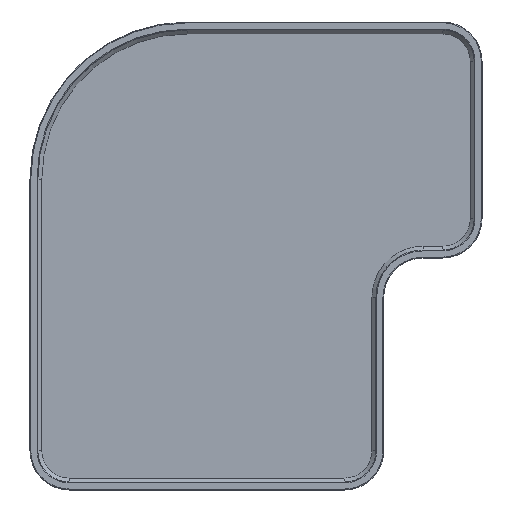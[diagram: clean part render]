
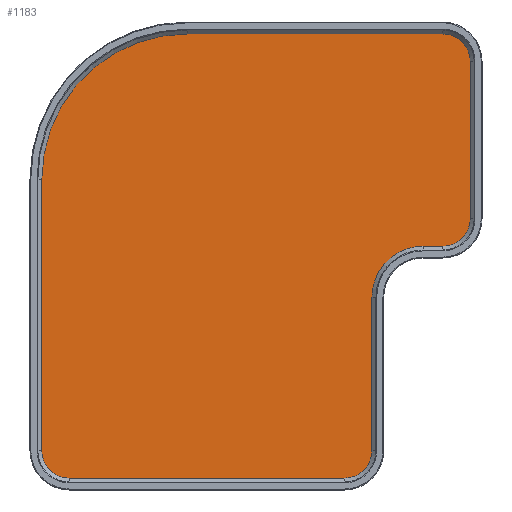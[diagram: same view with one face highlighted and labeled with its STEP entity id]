
A CAD part, top view. The second image highlights one B-rep face of the part: STEP entity #1183.
In plain terms, the highlighted planar face has unit normal (0, 0, 1).
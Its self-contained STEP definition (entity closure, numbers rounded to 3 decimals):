
#58=CIRCLE('',#1287,37.);
#60=CIRCLE('',#1291,7.);
#62=CIRCLE('',#1295,7.);
#63=CIRCLE('',#1298,13.);
#64=CIRCLE('',#1301,7.);
#65=CIRCLE('',#1304,7.);
#153=FACE_OUTER_BOUND('',#229,.T.);
#229=EDGE_LOOP('',(#987,#988,#989,#990,#991,#992,#993,#994,#995,#996,#997,
#998));
#322=LINE('',#1921,#442);
#326=LINE('',#1932,#446);
#330=LINE('',#1941,#450);
#333=LINE('',#1949,#453);
#336=LINE('',#1957,#456);
#338=LINE('',#1965,#458);
#442=VECTOR('',#1557,10.);
#446=VECTOR('',#1569,10.);
#450=VECTOR('',#1579,10.);
#453=VECTOR('',#1588,10.);
#456=VECTOR('',#1597,10.);
#458=VECTOR('',#1607,10.);
#554=VERTEX_POINT('',#1910);
#555=VERTEX_POINT('',#1912);
#558=VERTEX_POINT('',#1919);
#560=VERTEX_POINT('',#1925);
#561=VERTEX_POINT('',#1930);
#562=VERTEX_POINT('',#1935);
#563=VERTEX_POINT('',#1939);
#564=VERTEX_POINT('',#1943);
#565=VERTEX_POINT('',#1947);
#566=VERTEX_POINT('',#1951);
#567=VERTEX_POINT('',#1955);
#569=VERTEX_POINT('',#1960);
#686=EDGE_CURVE('',#554,#555,#58,.T.);
#690=EDGE_CURVE('',#558,#554,#322,.T.);
#693=EDGE_CURVE('',#560,#558,#60,.T.);
#696=EDGE_CURVE('',#561,#560,#326,.T.);
#699=EDGE_CURVE('',#562,#561,#62,.T.);
#701=EDGE_CURVE('',#563,#562,#330,.T.);
#703=EDGE_CURVE('',#564,#563,#63,.T.);
#705=EDGE_CURVE('',#565,#564,#333,.T.);
#707=EDGE_CURVE('',#566,#565,#64,.T.);
#709=EDGE_CURVE('',#567,#566,#336,.T.);
#711=EDGE_CURVE('',#569,#567,#65,.T.);
#713=EDGE_CURVE('',#555,#569,#338,.T.);
#987=ORIENTED_EDGE('',*,*,#686,.F.);
#988=ORIENTED_EDGE('',*,*,#690,.F.);
#989=ORIENTED_EDGE('',*,*,#693,.F.);
#990=ORIENTED_EDGE('',*,*,#696,.F.);
#991=ORIENTED_EDGE('',*,*,#699,.F.);
#992=ORIENTED_EDGE('',*,*,#701,.F.);
#993=ORIENTED_EDGE('',*,*,#703,.F.);
#994=ORIENTED_EDGE('',*,*,#705,.F.);
#995=ORIENTED_EDGE('',*,*,#707,.F.);
#996=ORIENTED_EDGE('',*,*,#709,.F.);
#997=ORIENTED_EDGE('',*,*,#711,.F.);
#998=ORIENTED_EDGE('',*,*,#713,.F.);
#1118=PLANE('',#1311);
#1183=ADVANCED_FACE('',(#153),#1118,.T.);
#1287=AXIS2_PLACEMENT_3D('',#1913,#1549,#1550);
#1291=AXIS2_PLACEMENT_3D('',#1927,#1562,#1563);
#1295=AXIS2_PLACEMENT_3D('',#1937,#1574,#1575);
#1298=AXIS2_PLACEMENT_3D('',#1945,#1583,#1584);
#1301=AXIS2_PLACEMENT_3D('',#1953,#1592,#1593);
#1304=AXIS2_PLACEMENT_3D('',#1962,#1601,#1602);
#1311=AXIS2_PLACEMENT_3D('',#1975,#1621,#1622);
#1549=DIRECTION('center_axis',(0.,0.,-1.));
#1550=DIRECTION('ref_axis',(0.,1.,0.));
#1557=DIRECTION('',(0.,1.,0.));
#1562=DIRECTION('center_axis',(0.,0.,-1.));
#1563=DIRECTION('ref_axis',(-1.,0.,0.));
#1569=DIRECTION('',(-1.,0.,0.));
#1574=DIRECTION('center_axis',(0.,0.,-1.));
#1575=DIRECTION('ref_axis',(0.,-1.,0.));
#1579=DIRECTION('',(0.,-1.,0.));
#1583=DIRECTION('center_axis',(0.,0.,1.));
#1584=DIRECTION('ref_axis',(0.,1.,0.));
#1588=DIRECTION('',(-1.,0.,0.));
#1592=DIRECTION('center_axis',(0.,0.,-1.));
#1593=DIRECTION('ref_axis',(0.,-1.,0.));
#1597=DIRECTION('',(0.,-1.,0.));
#1601=DIRECTION('center_axis',(0.,0.,-1.));
#1602=DIRECTION('ref_axis',(1.,0.,0.));
#1607=DIRECTION('',(1.,0.,0.));
#1621=DIRECTION('center_axis',(0.,0.,1.));
#1622=DIRECTION('ref_axis',(1.,0.,0.));
#1910=CARTESIAN_POINT('',(3.,79.,1.2));
#1912=CARTESIAN_POINT('',(40.,116.,1.2));
#1913=CARTESIAN_POINT('Origin',(40.,79.,1.2));
#1919=CARTESIAN_POINT('',(3.,10.,1.2));
#1921=CARTESIAN_POINT('',(3.,34.75,1.2));
#1925=CARTESIAN_POINT('',(10.,3.,1.2));
#1927=CARTESIAN_POINT('Origin',(10.,10.,1.2));
#1930=CARTESIAN_POINT('',(80.,3.,1.2));
#1932=CARTESIAN_POINT('',(68.75,3.,1.2));
#1935=CARTESIAN_POINT('',(87.,10.,1.2));
#1937=CARTESIAN_POINT('Origin',(80.,10.,1.2));
#1939=CARTESIAN_POINT('',(87.,49.,1.2));
#1941=CARTESIAN_POINT('',(87.,54.25,1.2));
#1943=CARTESIAN_POINT('',(100.,62.,1.2));
#1945=CARTESIAN_POINT('Origin',(100.,49.,1.2));
#1947=CARTESIAN_POINT('',(105.,62.,1.2));
#1949=CARTESIAN_POINT('',(81.25,62.,1.2));
#1951=CARTESIAN_POINT('',(112.,69.,1.2));
#1953=CARTESIAN_POINT('Origin',(105.,69.,1.2));
#1955=CARTESIAN_POINT('',(112.,109.,1.2));
#1957=CARTESIAN_POINT('',(112.,84.25,1.2));
#1960=CARTESIAN_POINT('',(105.,116.,1.2));
#1962=CARTESIAN_POINT('Origin',(105.,109.,1.2));
#1965=CARTESIAN_POINT('',(48.75,116.,1.2));
#1975=CARTESIAN_POINT('Origin',(57.5,59.5,1.2));
